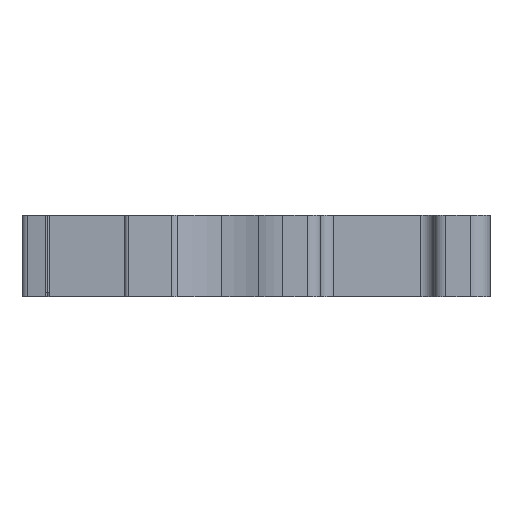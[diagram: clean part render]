
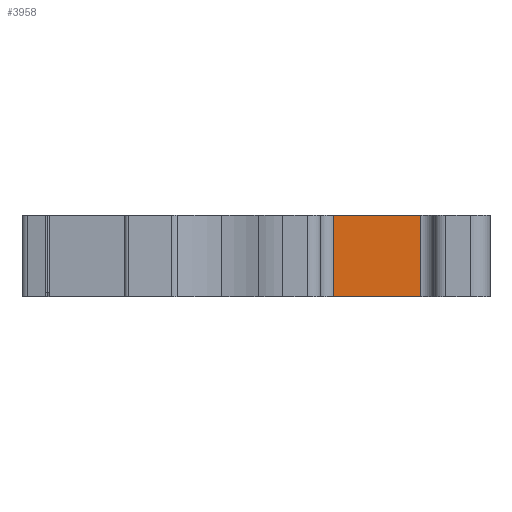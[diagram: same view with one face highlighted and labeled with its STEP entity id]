
A CAD part, left-side view. The second image highlights one B-rep face of the part: STEP entity #3958.
In plain terms, the highlighted planar face has unit normal (-1, 0, 0).
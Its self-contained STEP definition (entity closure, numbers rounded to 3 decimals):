
#311 = DIRECTION ( 'NONE',  ( 0., 0., 1. ) ) ;
#640 = EDGE_CURVE ( 'NONE', #3225, #7116, #9957, .T. ) ;
#1116 = VECTOR ( 'NONE', #17499, 1000. ) ;
#1338 = CARTESIAN_POINT ( 'NONE',  ( -34.825, 5.65, 6.2 ) ) ;
#1372 = DIRECTION ( 'NONE',  ( -1., 0., 0. ) ) ;
#1869 = CARTESIAN_POINT ( 'NONE',  ( -34.825, 5.65, 0. ) ) ;
#2012 = EDGE_CURVE ( 'NONE', #3225, #8613, #2924, .T. ) ;
#2360 = VECTOR ( 'NONE', #14849, 1000. ) ;
#2924 = LINE ( 'NONE', #14152, #6222 ) ;
#3225 = VERTEX_POINT ( 'NONE', #4503 ) ;
#3706 = CARTESIAN_POINT ( 'NONE',  ( -34.825, -0.95, 0. ) ) ;
#3958 = ADVANCED_FACE ( 'NONE', ( #9824 ), #16536, .T. ) ;
#4503 = CARTESIAN_POINT ( 'NONE',  ( -34.825, 5.65, 0. ) ) ;
#5856 = ORIENTED_EDGE ( 'NONE', *, *, #10952, .F. ) ;
#6131 = ORIENTED_EDGE ( 'NONE', *, *, #640, .F. ) ;
#6222 = VECTOR ( 'NONE', #12541, 1000. ) ;
#6756 = EDGE_LOOP ( 'NONE', ( #17099, #5856, #6131, #13258 ) ) ;
#6844 = VECTOR ( 'NONE', #16676, 1000. ) ;
#7116 = VERTEX_POINT ( 'NONE', #1338 ) ;
#8061 = CARTESIAN_POINT ( 'NONE',  ( -34.825, -0.95, 0. ) ) ;
#8613 = VERTEX_POINT ( 'NONE', #8061 ) ;
#9386 = LINE ( 'NONE', #3706, #2360 ) ;
#9824 = FACE_OUTER_BOUND ( 'NONE', #6756, .T. ) ;
#9957 = LINE ( 'NONE', #1869, #6844 ) ;
#10332 = CARTESIAN_POINT ( 'NONE',  ( -34.825, 5.65, 6.2 ) ) ;
#10952 = EDGE_CURVE ( 'NONE', #7116, #16048, #15799, .T. ) ;
#12468 = AXIS2_PLACEMENT_3D ( 'NONE', #16807, #1372, #311 ) ;
#12541 = DIRECTION ( 'NONE',  ( 0., -1., 0. ) ) ;
#13258 = ORIENTED_EDGE ( 'NONE', *, *, #2012, .T. ) ;
#14152 = CARTESIAN_POINT ( 'NONE',  ( -34.825, 5.65, 0. ) ) ;
#14849 = DIRECTION ( 'NONE',  ( 0., 0., 1. ) ) ;
#15330 = CARTESIAN_POINT ( 'NONE',  ( -34.825, -0.95, 6.2 ) ) ;
#15410 = EDGE_CURVE ( 'NONE', #8613, #16048, #9386, .T. ) ;
#15799 = LINE ( 'NONE', #10332, #1116 ) ;
#16048 = VERTEX_POINT ( 'NONE', #15330 ) ;
#16536 = PLANE ( 'NONE',  #12468 ) ;
#16676 = DIRECTION ( 'NONE',  ( 0., 0., 1. ) ) ;
#16807 = CARTESIAN_POINT ( 'NONE',  ( -34.825, 5.65, 0. ) ) ;
#17099 = ORIENTED_EDGE ( 'NONE', *, *, #15410, .T. ) ;
#17499 = DIRECTION ( 'NONE',  ( 0., -1., 0. ) ) ;
